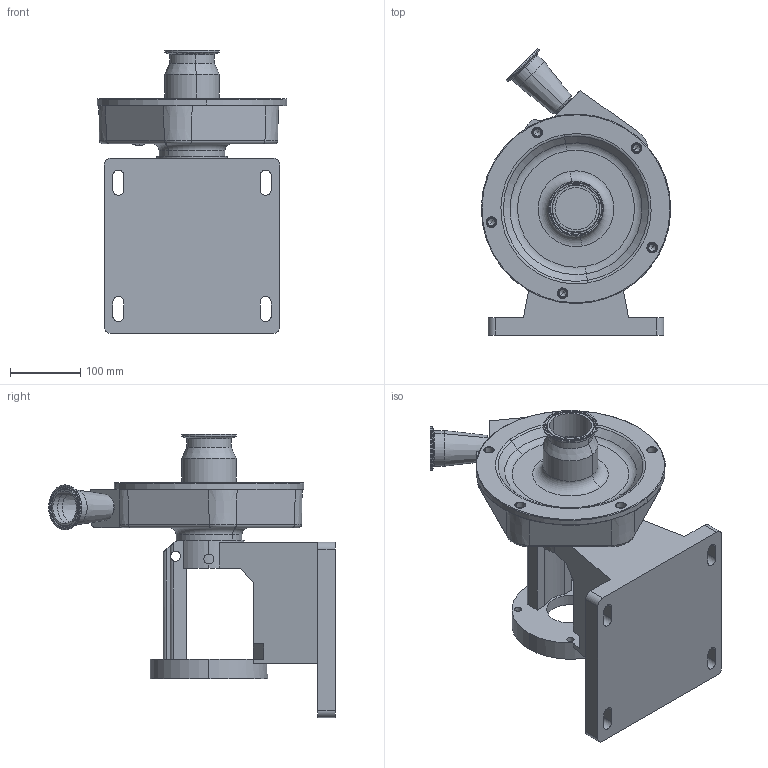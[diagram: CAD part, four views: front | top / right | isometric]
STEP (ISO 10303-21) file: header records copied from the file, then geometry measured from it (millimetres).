
FILE_DESCRIPTION (( 'STEP AP214' ), '1' );
FILE_NAME ('FP 1741 140TC 45L .STEP', '2023-02-13T19:14:30', ( '' ), ( '' ), 'SwSTEP 2.0', 'SolidWorks 2021', '' );
FILE_SCHEMA (( 'AUTOMOTIVE_DESIGN' ));
Length unit declared in the file: millimetre
Products named in the file (1): FP 1741 140TC 45L 
Bounding box: 269.96 x 408.36 x 403.5 mm (x, y, z)
Volume: 6707121.5 mm3; surface area: 662802 mm2
Topology: 1 solids, 1 shells, 382 faces, 927 edges, 559 vertices
Faces by surface type: cylinder 139, plane 97, cone 83, torus 59, sphere 3, bspline 1
Entity records: 11841 total; most frequent: CARTESIAN_POINT 2557, DIRECTION 2127, ORIENTED_EDGE 1834, EDGE_CURVE 917, AXIS2_PLACEMENT_3D 858, VERTEX_POINT 559, CIRCLE 476, EDGE_LOOP 432
